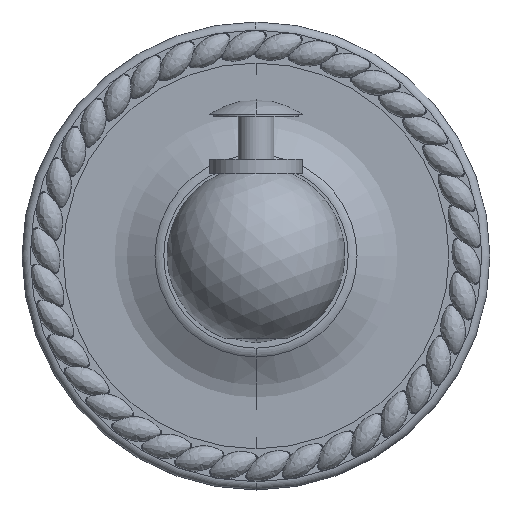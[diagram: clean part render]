
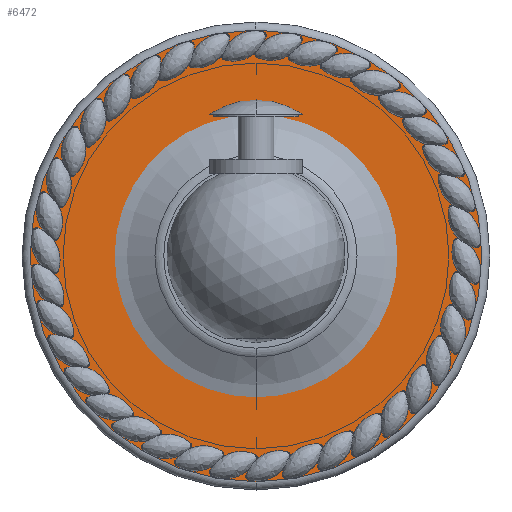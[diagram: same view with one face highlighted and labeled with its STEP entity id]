
A CAD part, top view. The second image highlights one B-rep face of the part: STEP entity #6472.
In plain terms, the highlighted planar face has unit normal (0, 0, 1).
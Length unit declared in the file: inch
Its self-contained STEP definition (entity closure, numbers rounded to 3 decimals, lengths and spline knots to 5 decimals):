
#3254=CARTESIAN_POINT('',(0.,-0.414,0.1075));
#3255=DIRECTION('',(0.,0.,-1.));
#3256=DIRECTION('',(0.,-1.,0.));
#3257=AXIS2_PLACEMENT_3D('',#3254,#3255,#3256);
#3259=CARTESIAN_POINT('',(0.,-0.414,0.1075));
#3260=DIRECTION('',(0.,0.,-1.));
#3261=DIRECTION('',(0.,1.,0.));
#3262=AXIS2_PLACEMENT_3D('',#3259,#3260,#3261);
#6429=CARTESIAN_POINT('',(0.,-1.664,0.1075));
#6430=CARTESIAN_POINT('',(0.,0.836,0.1075));
#6431=VERTEX_POINT('',#6429);
#6432=VERTEX_POINT('',#6430);
#6461=CARTESIAN_POINT('',(0.,-0.414,0.1075));
#6462=DIRECTION('',(0.,0.,-1.));
#6463=DIRECTION('',(0.,1.,0.));
#6464=AXIS2_PLACEMENT_3D('',#6461,#6462,#6463);
#6465=PLANE('',#6464);
#6467=ORIENTED_EDGE('',*,*,#6466,.T.);
#6469=ORIENTED_EDGE('',*,*,#6468,.T.);
#6470=EDGE_LOOP('',(#6467,#6469));
#6471=FACE_OUTER_BOUND('',#6470,.F.);
#6472=ADVANCED_FACE('',(#6471),#6465,.F.);
#3258=CIRCLE('',#3257,1.25);
#3263=CIRCLE('',#3262,1.25);
#6466=EDGE_CURVE('',#6431,#6432,#3258,.T.);
#6468=EDGE_CURVE('',#6432,#6431,#3263,.T.);
